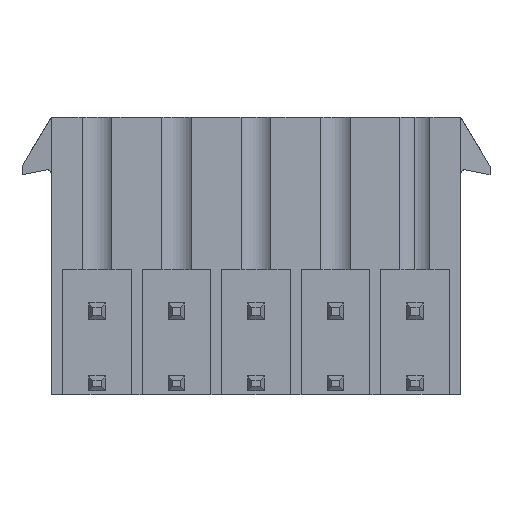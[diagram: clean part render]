
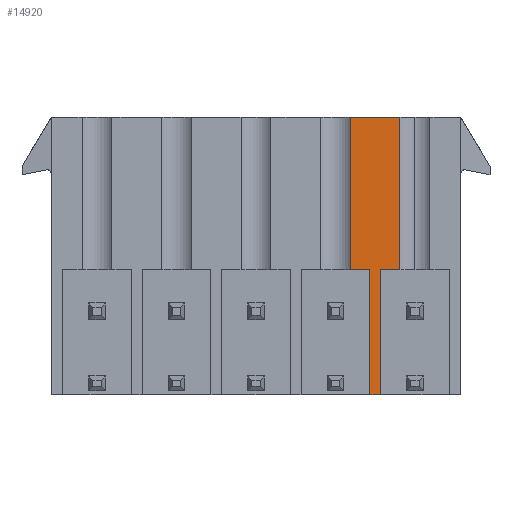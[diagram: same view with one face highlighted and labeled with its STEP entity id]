
A CAD part, front view. The second image highlights one B-rep face of the part: STEP entity #14920.
In plain terms, the highlighted planar face has unit normal (0, -1, 0).
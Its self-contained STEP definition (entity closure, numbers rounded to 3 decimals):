
#961=DIRECTION('',(-1.,0.,0.));
#962=VECTOR('',#961,0.51);
#963=CARTESIAN_POINT('',(13.59,0.,-13.3));
#964=LINE('',#963,#962);
#965=DIRECTION('',(0.,0.,1.));
#966=VECTOR('',#965,6.);
#967=CARTESIAN_POINT('',(13.08,0.,-13.3));
#968=LINE('',#967,#966);
#969=DIRECTION('',(1.,0.,0.));
#970=VECTOR('',#969,2.382);
#971=CARTESIAN_POINT('',(12.14,0.,
0.));
#972=LINE('',#971,#970);
#973=DIRECTION('',(0.,0.,-1.));
#974=VECTOR('',#973,6.);
#975=CARTESIAN_POINT('',(13.59,0.,-7.3));
#976=LINE('',#975,#974);
#1197=DIRECTION('',(0.,0.,-1.));
#1198=VECTOR('',#1197,7.3);
#1199=CARTESIAN_POINT('',(12.14,0.,
0.));
#1200=LINE('',#1199,#1198);
#1206=DIRECTION('',(1.,0.,0.));
#1207=VECTOR('',#1206,0.94);
#1208=CARTESIAN_POINT('',(12.14,0.,
-7.3));
#1209=LINE('',#1208,#1207);
#5757=DIRECTION('',(1.,0.,0.));
#5758=VECTOR('',#5757,0.931);
#5759=CARTESIAN_POINT('',(13.59,0.,-7.3));
#5760=LINE('',#5759,#5758);
#5864=DIRECTION('',(0.,0.,1.));
#5865=VECTOR('',#5864,7.3);
#5866=CARTESIAN_POINT('',(14.521,0.,
-7.3));
#5867=LINE('',#5866,#5865);
#12065=CARTESIAN_POINT('',(14.521,0.,0.));
#12066=VERTEX_POINT('',#12065);
#12137=CARTESIAN_POINT('',(13.59,0.,-7.3));
#12138=CARTESIAN_POINT('',(14.521,0.,
-7.3));
#12139=VERTEX_POINT('',#12137);
#12140=VERTEX_POINT('',#12138);
#12141=CARTESIAN_POINT('',(13.59,0.,-13.3));
#12142=VERTEX_POINT('',#12141);
#12868=CARTESIAN_POINT('',(12.14,0.,
0.));
#12870=VERTEX_POINT('',#12868);
#12936=CARTESIAN_POINT('',(13.08,0.,-13.3));
#12937=CARTESIAN_POINT('',(13.08,0.,-7.3));
#12938=VERTEX_POINT('',#12936);
#12939=VERTEX_POINT('',#12937);
#12940=CARTESIAN_POINT('',(12.14,0.,
-7.3));
#12941=VERTEX_POINT('',#12940);
#14899=CARTESIAN_POINT('',(13.33,0.,-6.65));
#14900=DIRECTION('',(0.,1.,0.));
#14901=DIRECTION('',(0.,0.,-1.));
#14902=AXIS2_PLACEMENT_3D('',#14899,#14900,#14901);
#14903=PLANE('',#14902);
#14904=ORIENTED_EDGE('',*,*,#14849,.T.);
#14906=ORIENTED_EDGE('',*,*,#14905,.T.);
#14908=ORIENTED_EDGE('',*,*,#14907,.F.);
#14910=ORIENTED_EDGE('',*,*,#14909,.F.);
#14911=ORIENTED_EDGE('',*,*,#13465,.T.);
#14913=ORIENTED_EDGE('',*,*,#14912,.F.);
#14915=ORIENTED_EDGE('',*,*,#14914,.F.);
#14917=ORIENTED_EDGE('',*,*,#14916,.T.);
#14918=EDGE_LOOP('',(#14904,#14906,#14908,#14910,#14911,#14913,#14915,#14917));
#14919=FACE_OUTER_BOUND('',#14918,.F.);
#13465=EDGE_CURVE('',#12870,#12066,#972,.T.);
#14849=EDGE_CURVE('',#12142,#12938,#964,.T.);
#14905=EDGE_CURVE('',#12938,#12939,#968,.T.);
#14907=EDGE_CURVE('',#12941,#12939,#1209,.T.);
#14909=EDGE_CURVE('',#12870,#12941,#1200,.T.);
#14912=EDGE_CURVE('',#12140,#12066,#5867,.T.);
#14914=EDGE_CURVE('',#12139,#12140,#5760,.T.);
#14916=EDGE_CURVE('',#12139,#12142,#976,.T.);
#14920=ADVANCED_FACE('',(#14919),#14903,.F.);
